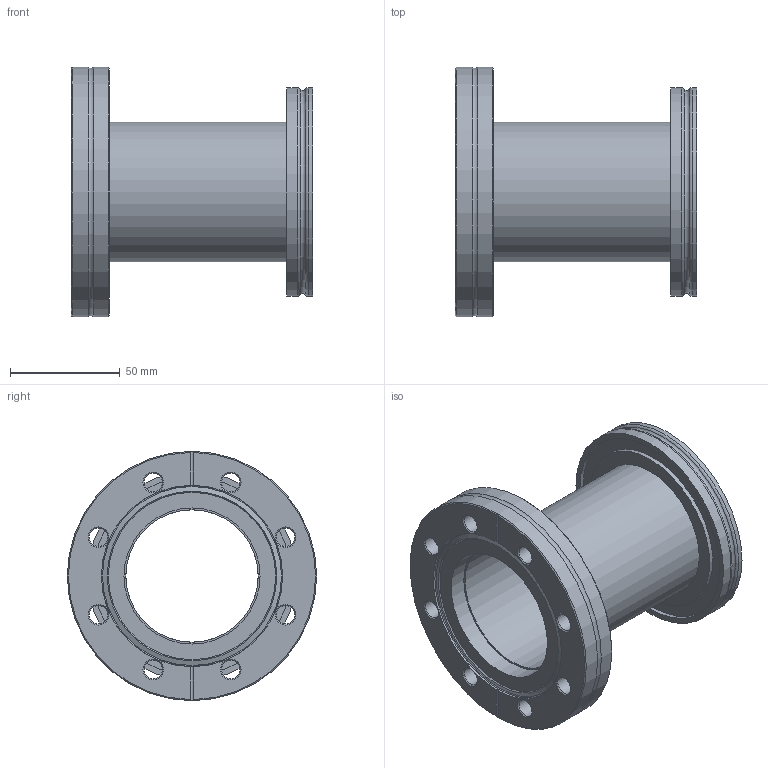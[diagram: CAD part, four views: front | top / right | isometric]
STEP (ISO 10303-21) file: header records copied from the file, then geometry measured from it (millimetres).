
FILE_DESCRIPTION (( 'STEP AP214' ), '1' );
FILE_NAME ('AD1CF63ISOK63FULLVAC.STEP', '2025-12-09T14:46:20', ( '' ), ( '' ), 'SwSTEP 2.0', 'SolidWorks 2017', '' );
FILE_SCHEMA (( 'AUTOMOTIVE_DESIGN' ));
Length unit declared in the file: millimetre
Products named in the file (4): BS1CF6364FULLVAC; BS1ISOK63 FULLVAC_64; TUBEDNSTANDARDFULLVAC_AD1CF63ISOK63; AD1CF63ISOK63FULLVAC
Assembly tree (3 placements, depth 2):
  AD1CF63ISOK63FULLVAC
    TUBEDNSTANDARDFULLVAC_AD1CF63ISOK63
    BS1CF6364FULLVAC
    BS1ISOK63 FULLVAC_64
Bounding box: 110 x 113.5 x 113.5 mm (x, y, z)
Volume: 180297.3 mm3; surface area: 79715.5 mm2
Topology: 3 solids, 3 shells, 65 faces, 157 edges, 103 vertices
Faces by surface type: cylinder 24, cone 22, plane 13, torus 6
Full cylindrical faces by diameter (mm): 8.4 x8, 60.2 x1, 60.3 x1, 62 x1, 63.5 x1, 63.75 x1, 63.8 x1, 70.1 x1, 77.2 x1, 82.5 x1, 89.9 x1, 95 x2, 113.5 x2
Entity records: 1680 total; most frequent: DIRECTION 290, CARTESIAN_POINT 283, ORIENTED_EDGE 164, AXIS2_PLACEMENT_3D 143, EDGE_LOOP 140, FACE_OUTER_BOUND 93, EDGE_CURVE 82, VERTEX_POINT 76
